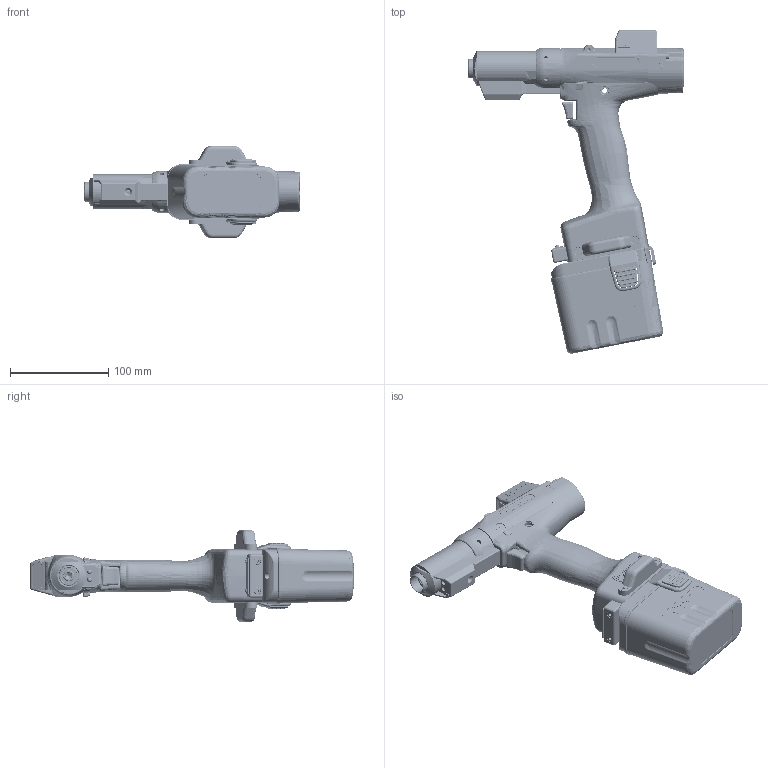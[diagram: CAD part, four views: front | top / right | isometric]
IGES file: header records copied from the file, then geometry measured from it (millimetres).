
Start section:  PTC IGES file: 17bpysb13q.igs
Global section: file name: 17bpysb13q.igs; native system: Pro/ENGINEER by Parametric Technology Corporation; preprocessor: 2010140; author: k62ak; organization: Unknown; date: 20140908.154834; units: millimetre
Bounding box: 219.6 x 329.11 x 93.5 mm (x, y, z)
Volume: 398663.2 mm3; surface area: 343433.3 mm2
Topology: 9 solids, 10 shells, 11179 faces, 30811 edges, 19956 vertices
Faces by surface type: bspline 8916, revolution 2087, extrusion 176
